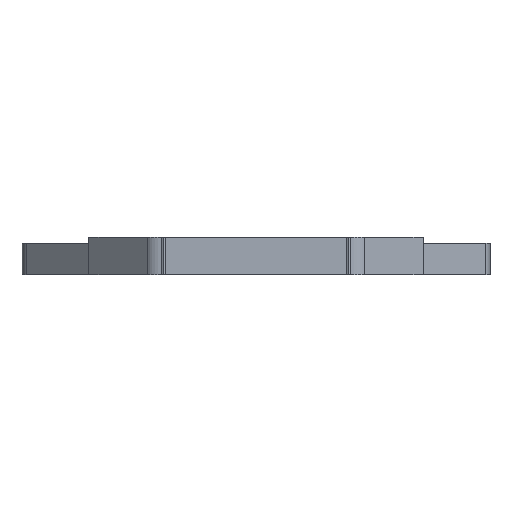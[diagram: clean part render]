
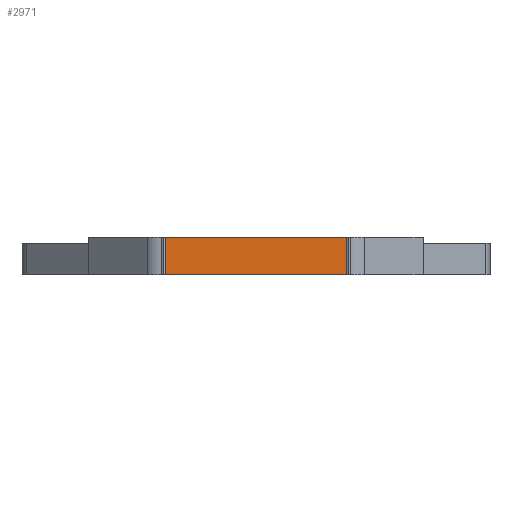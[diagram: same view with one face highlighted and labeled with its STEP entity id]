
A CAD part, left-side view. The second image highlights one B-rep face of the part: STEP entity #2971.
In plain terms, the highlighted planar face has unit normal (-1, 0, 0).
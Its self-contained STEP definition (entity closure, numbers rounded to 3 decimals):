
#226=FACE_OUTER_BOUND('',#416,.T.);
#416=EDGE_LOOP('',(#2310,#2311,#2312,#2313));
#636=LINE('',#4335,#987);
#697=LINE('',#4482,#1048);
#740=LINE('',#4623,#1091);
#741=LINE('',#4625,#1092);
#987=VECTOR('',#3446,10.);
#1048=VECTOR('',#3545,10.);
#1091=VECTOR('',#3696,10.);
#1092=VECTOR('',#3699,10.);
#1352=VERTEX_POINT('',#4332);
#1353=VERTEX_POINT('',#4334);
#1419=VERTEX_POINT('',#4479);
#1420=VERTEX_POINT('',#4481);
#1641=EDGE_CURVE('',#1352,#1353,#636,.T.);
#1716=EDGE_CURVE('',#1419,#1420,#697,.T.);
#1787=EDGE_CURVE('',#1420,#1352,#740,.T.);
#1788=EDGE_CURVE('',#1419,#1353,#741,.T.);
#2310=ORIENTED_EDGE('',*,*,#1787,.F.);
#2311=ORIENTED_EDGE('',*,*,#1716,.F.);
#2312=ORIENTED_EDGE('',*,*,#1788,.T.);
#2313=ORIENTED_EDGE('',*,*,#1641,.F.);
#2855=PLANE('',#3182);
#2971=ADVANCED_FACE('',(#226),#2855,.T.);
#3182=AXIS2_PLACEMENT_3D('',#4624,#3697,#3698);
#3446=DIRECTION('',(0.,-1.,0.));
#3545=DIRECTION('',(0.,1.,0.));
#3696=DIRECTION('',(0.,0.,1.));
#3697=DIRECTION('center_axis',(-1.,0.,0.));
#3698=DIRECTION('ref_axis',(0.,1.,0.));
#3699=DIRECTION('',(0.,0.,1.));
#4332=CARTESIAN_POINT('',(-41.64,15.766,4.5));
#4334=CARTESIAN_POINT('',(-41.64,-15.766,4.5));
#4335=CARTESIAN_POINT('',(-41.64,15.766,4.5));
#4479=CARTESIAN_POINT('',(-41.64,-15.766,-2.));
#4481=CARTESIAN_POINT('',(-41.64,15.766,-2.));
#4482=CARTESIAN_POINT('',(-41.64,15.766,-2.));
#4623=CARTESIAN_POINT('',(-41.64,15.766,3.5));
#4624=CARTESIAN_POINT('Origin',(-41.64,-15.766,3.5));
#4625=CARTESIAN_POINT('',(-41.64,-15.766,3.5));
